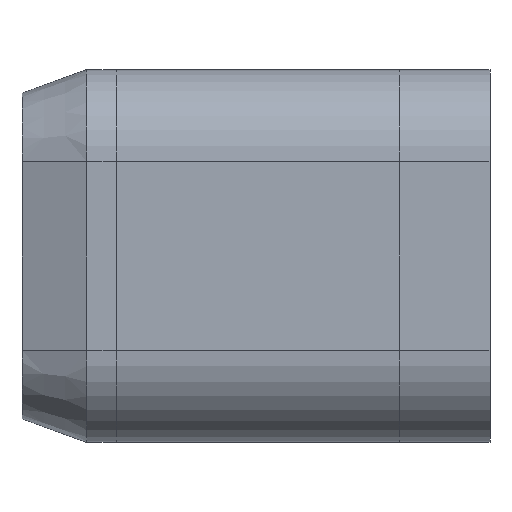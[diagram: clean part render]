
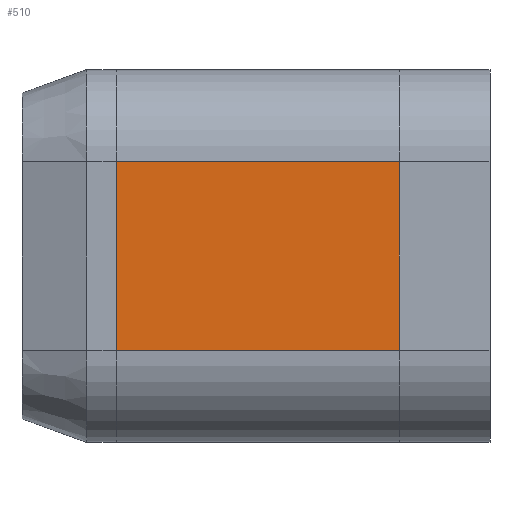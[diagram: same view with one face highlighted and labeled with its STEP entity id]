
A CAD part, left-side view. The second image highlights one B-rep face of the part: STEP entity #510.
In plain terms, the highlighted planar face has unit normal (-1, 0, 0).
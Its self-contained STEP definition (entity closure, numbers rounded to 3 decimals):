
#315=CARTESIAN_POINT('',(-25.1,0.0,18.9));
#316=VERTEX_POINT('',#315);
#324=CARTESIAN_POINT('',(-25.1,0.0,6.2));
#325=VERTEX_POINT('',#324);
#326=CARTESIAN_POINT('',(-25.1,0.0,6.2));
#327=DIRECTION('',(0.0,0.0,1.0));
#328=VECTOR('',#327,12.7);
#329=LINE('',#326,#328);
#330=EDGE_CURVE('',#325,#316,#329,.T.);
#376=CARTESIAN_POINT('',(-25.1,19.05,18.9));
#377=VERTEX_POINT('',#376);
#385=CARTESIAN_POINT('',(-25.1,19.05,18.9));
#386=DIRECTION('',(0.0,-1.0,0.0));
#387=VECTOR('',#386,19.05);
#388=LINE('',#385,#387);
#389=EDGE_CURVE('',#377,#316,#388,.T.);
#457=CARTESIAN_POINT('',(-25.1,19.05,6.2));
#458=VERTEX_POINT('',#457);
#468=CARTESIAN_POINT('',(-25.1,0.0,6.2));
#469=DIRECTION('',(0.0,1.0,0.0));
#470=VECTOR('',#469,19.05);
#471=LINE('',#468,#470);
#472=EDGE_CURVE('',#325,#458,#471,.T.);
#494=CARTESIAN_POINT('',(-25.1,0.0,0.0));
#495=DIRECTION('',(-1.0,0.0,0.0));
#496=DIRECTION('',(0.0,0.0,1.0));
#497=AXIS2_PLACEMENT_3D('',#494,#495,#496);
#498=PLANE('',#497);
#499=ORIENTED_EDGE('',*,*,#389,.F.);
#500=CARTESIAN_POINT('',(-25.1,19.05,6.2));
#501=DIRECTION('',(0.0,0.0,1.0));
#502=VECTOR('',#501,12.7);
#503=LINE('',#500,#502);
#504=EDGE_CURVE('',#458,#377,#503,.T.);
#505=ORIENTED_EDGE('',*,*,#504,.F.);
#506=ORIENTED_EDGE('',*,*,#472,.F.);
#507=ORIENTED_EDGE('',*,*,#330,.T.);
#508=EDGE_LOOP('',(#499,#505,#506,#507));
#509=FACE_OUTER_BOUND('',#508,.T.);
#510=ADVANCED_FACE('',(#509),#498,.T.);
